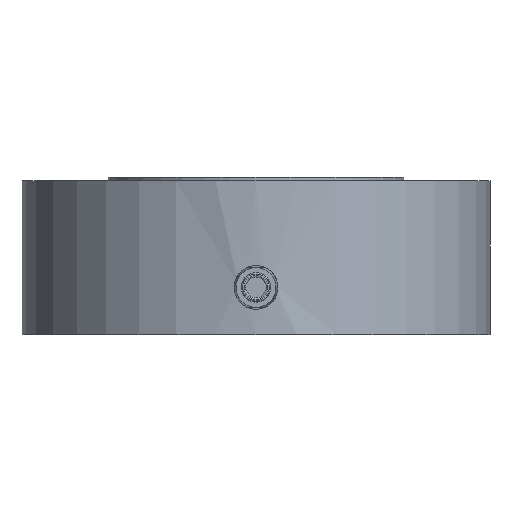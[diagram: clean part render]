
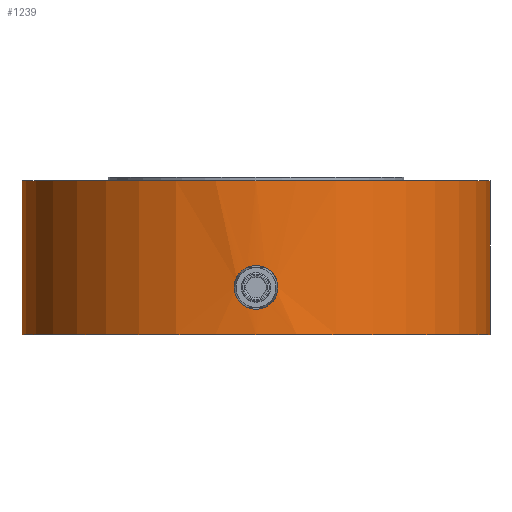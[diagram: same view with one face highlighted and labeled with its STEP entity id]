
A CAD part, front view. The second image highlights one B-rep face of the part: STEP entity #1239.
In plain terms, the highlighted cylindrical face has radius 37.846 mm (diameter 75.692 mm), a full revolution.
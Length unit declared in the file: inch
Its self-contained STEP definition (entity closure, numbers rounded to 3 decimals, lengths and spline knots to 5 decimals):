
#102=B_SPLINE_CURVE_WITH_KNOTS('',3,(#2193,#2194,#2195,#2196,#2197,#2198,
#2199,#2200,#2201,#2202,#2203,#2204,#2205,#2206,#2207,#2208,#2209,#2210,
#2211,#2212,#2213,#2214,#2215,#2216,#2217,#2218,#2219,#2220,#2221,#2222,
#2223,#2224,#2225,#2226,#2227,#2228,#2229,#2230,#2231,#2232,#2233,#2234,
#2235),.UNSPECIFIED.,.F.,.F.,(4,3,3,3,3,3,3,3,3,3,3,3,3,3,4),(-0.00124,
0.,0.0413,0.04489,0.09208,0.13808,
0.17833,0.18706,0.22731,0.23603,0.28203,
0.32922,0.37052,0.37411,0.37535),
 .UNSPECIFIED.);
#103=B_SPLINE_CURVE_WITH_KNOTS('',3,(#2236,#2237,#2238,#2239,#2240,#2241,
#2242,#2243,#2244,#2245,#2246,#2247,#2248,#2249,#2250,#2251,#2252,#2253,
#2254,#2255,#2256,#2257,#2258,#2259,#2260,#2261,#2262,#2263,#2264,#2265,
#2266,#2267,#2268,#2269,#2270,#2271,#2272,#2273,#2274,#2275,#2276,#2277,
#2278),.UNSPECIFIED.,.F.,.F.,(4,3,3,3,3,3,3,3,3,3,3,3,3,3,4),(-0.00124,
0.,0.0413,0.04489,0.09208,0.13808,
0.17833,0.18706,0.22731,0.23603,
0.28203,0.32922,0.37052,0.37411,
0.37535),.UNSPECIFIED.);
#215=FACE_BOUND('',#465,.T.);
#216=FACE_BOUND('',#466,.T.);
#304=FACE_OUTER_BOUND('',#464,.T.);
#464=EDGE_LOOP('',(#1013));
#465=EDGE_LOOP('',(#1014,#1015));
#466=EDGE_LOOP('',(#1016));
#616=CIRCLE('',#1456,1.49);
#617=CIRCLE('',#1457,1.49);
#721=VERTEX_POINT('',#2189);
#722=VERTEX_POINT('',#2191);
#723=VERTEX_POINT('',#2192);
#724=VERTEX_POINT('',#2279);
#836=EDGE_CURVE('',#721,#721,#616,.T.);
#837=EDGE_CURVE('',#722,#723,#102,.T.);
#838=EDGE_CURVE('',#723,#722,#103,.T.);
#839=EDGE_CURVE('',#724,#724,#617,.T.);
#1013=ORIENTED_EDGE('',*,*,#836,.T.);
#1014=ORIENTED_EDGE('',*,*,#837,.T.);
#1015=ORIENTED_EDGE('',*,*,#838,.T.);
#1016=ORIENTED_EDGE('',*,*,#839,.F.);
#1176=CYLINDRICAL_SURFACE('',#1455,1.49);
#1239=ADVANCED_FACE('',(#304,#215,#216),#1176,.T.);
#1455=AXIS2_PLACEMENT_3D('',#2188,#1784,#1785);
#1456=AXIS2_PLACEMENT_3D('',#2190,#1786,#1787);
#1457=AXIS2_PLACEMENT_3D('',#2280,#1788,#1789);
#1784=DIRECTION('center_axis',(0.,0.,-1.));
#1785=DIRECTION('ref_axis',(1.,0.,0.));
#1786=DIRECTION('center_axis',(0.,0.,-1.));
#1787=DIRECTION('ref_axis',(1.,0.,0.));
#1788=DIRECTION('center_axis',(0.,0.,-1.));
#1789=DIRECTION('ref_axis',(1.,0.,0.));
#2188=CARTESIAN_POINT('Origin',(4.08569,0.,-1.35363));
#2189=CARTESIAN_POINT('',(2.59569,0.,-0.86363));
#2190=CARTESIAN_POINT('Origin',(4.08569,0.,-0.86363));
#2191=CARTESIAN_POINT('',(4.08569,-1.49,-1.41863));
#2192=CARTESIAN_POINT('',(4.08569,-1.49,-1.66863));
#2193=CARTESIAN_POINT('Ctrl Pts',(4.08569,-1.49,-1.41863));
#2194=CARTESIAN_POINT('Ctrl Pts',(4.0861,-1.49,-1.41866));
#2195=CARTESIAN_POINT('Ctrl Pts',(4.08651,-1.49,-1.4187));
#2196=CARTESIAN_POINT('Ctrl Pts',(4.08692,-1.49,-1.41873));
#2197=CARTESIAN_POINT('Ctrl Pts',(4.10063,-1.48999,-1.41999));
#2198=CARTESIAN_POINT('Ctrl Pts',(4.11405,-1.48978,-1.42348));
#2199=CARTESIAN_POINT('Ctrl Pts',(4.12663,-1.48944,-1.42903));
#2200=CARTESIAN_POINT('Ctrl Pts',(4.12772,-1.48941,-1.42951));
#2201=CARTESIAN_POINT('Ctrl Pts',(4.12881,-1.48938,-1.43001));
#2202=CARTESIAN_POINT('Ctrl Pts',(4.12989,-1.48934,-1.43052));
#2203=CARTESIAN_POINT('Ctrl Pts',(4.1441,-1.48892,-1.43726));
#2204=CARTESIAN_POINT('Ctrl Pts',(4.15696,-1.48833,-1.44656));
#2205=CARTESIAN_POINT('Ctrl Pts',(4.16779,-1.48774,-1.45795));
#2206=CARTESIAN_POINT('Ctrl Pts',(4.17835,-1.48715,-1.46906));
#2207=CARTESIAN_POINT('Ctrl Pts',(4.18683,-1.48658,-1.48198));
#2208=CARTESIAN_POINT('Ctrl Pts',(4.19274,-1.48615,-1.49612));
#2209=CARTESIAN_POINT('Ctrl Pts',(4.19791,-1.48578,-1.5085));
#2210=CARTESIAN_POINT('Ctrl Pts',(4.20103,-1.48553,-1.52159));
#2211=CARTESIAN_POINT('Ctrl Pts',(4.20198,-1.48545,-1.53493));
#2212=CARTESIAN_POINT('Ctrl Pts',(4.20219,-1.48544,-1.53782));
#2213=CARTESIAN_POINT('Ctrl Pts',(4.20229,-1.48543,-1.54072));
#2214=CARTESIAN_POINT('Ctrl Pts',(4.20229,-1.48543,-1.54363));
#2215=CARTESIAN_POINT('Ctrl Pts',(4.20229,-1.48543,-1.55704));
#2216=CARTESIAN_POINT('Ctrl Pts',(4.20009,-1.48561,-1.57033));
#2217=CARTESIAN_POINT('Ctrl Pts',(4.19581,-1.48593,-1.58299));
#2218=CARTESIAN_POINT('Ctrl Pts',(4.19488,-1.48599,-1.58573));
#2219=CARTESIAN_POINT('Ctrl Pts',(4.19386,-1.48607,-1.58845));
#2220=CARTESIAN_POINT('Ctrl Pts',(4.19274,-1.48615,-1.59113));
#2221=CARTESIAN_POINT('Ctrl Pts',(4.18683,-1.48658,-1.60527));
#2222=CARTESIAN_POINT('Ctrl Pts',(4.17835,-1.48715,-1.6182));
#2223=CARTESIAN_POINT('Ctrl Pts',(4.16779,-1.48774,-1.6293));
#2224=CARTESIAN_POINT('Ctrl Pts',(4.15696,-1.48833,-1.64069));
#2225=CARTESIAN_POINT('Ctrl Pts',(4.1441,-1.48892,-1.65));
#2226=CARTESIAN_POINT('Ctrl Pts',(4.12989,-1.48934,-1.65673));
#2227=CARTESIAN_POINT('Ctrl Pts',(4.11745,-1.48971,-1.66263));
#2228=CARTESIAN_POINT('Ctrl Pts',(4.10414,-1.48995,-1.6665));
#2229=CARTESIAN_POINT('Ctrl Pts',(4.09049,-1.48999,-1.66814));
#2230=CARTESIAN_POINT('Ctrl Pts',(4.0893,-1.49,-1.66828));
#2231=CARTESIAN_POINT('Ctrl Pts',(4.08811,-1.49,-1.66841));
#2232=CARTESIAN_POINT('Ctrl Pts',(4.08692,-1.49,-1.66852));
#2233=CARTESIAN_POINT('Ctrl Pts',(4.08651,-1.49,-1.66856));
#2234=CARTESIAN_POINT('Ctrl Pts',(4.0861,-1.49,-1.66859));
#2235=CARTESIAN_POINT('Ctrl Pts',(4.08569,-1.49,-1.66863));
#2236=CARTESIAN_POINT('Ctrl Pts',(4.08569,-1.49,-1.66863));
#2237=CARTESIAN_POINT('Ctrl Pts',(4.08528,-1.49,-1.66859));
#2238=CARTESIAN_POINT('Ctrl Pts',(4.08487,-1.49,-1.66856));
#2239=CARTESIAN_POINT('Ctrl Pts',(4.08445,-1.49,-1.66852));
#2240=CARTESIAN_POINT('Ctrl Pts',(4.07074,-1.48999,-1.66726));
#2241=CARTESIAN_POINT('Ctrl Pts',(4.05733,-1.48978,-1.66377));
#2242=CARTESIAN_POINT('Ctrl Pts',(4.04475,-1.48944,-1.65823));
#2243=CARTESIAN_POINT('Ctrl Pts',(4.04365,-1.48941,-1.65774));
#2244=CARTESIAN_POINT('Ctrl Pts',(4.04257,-1.48938,-1.65725));
#2245=CARTESIAN_POINT('Ctrl Pts',(4.04149,-1.48934,-1.65673));
#2246=CARTESIAN_POINT('Ctrl Pts',(4.02728,-1.48892,-1.65));
#2247=CARTESIAN_POINT('Ctrl Pts',(4.01441,-1.48833,-1.64069));
#2248=CARTESIAN_POINT('Ctrl Pts',(4.00358,-1.48774,-1.6293));
#2249=CARTESIAN_POINT('Ctrl Pts',(3.99303,-1.48715,-1.6182));
#2250=CARTESIAN_POINT('Ctrl Pts',(3.98455,-1.48658,-1.60527));
#2251=CARTESIAN_POINT('Ctrl Pts',(3.97864,-1.48615,-1.59113));
#2252=CARTESIAN_POINT('Ctrl Pts',(3.97347,-1.48578,-1.57876));
#2253=CARTESIAN_POINT('Ctrl Pts',(3.97034,-1.48553,-1.56566));
#2254=CARTESIAN_POINT('Ctrl Pts',(3.96939,-1.48545,-1.55232));
#2255=CARTESIAN_POINT('Ctrl Pts',(3.96919,-1.48544,-1.54943));
#2256=CARTESIAN_POINT('Ctrl Pts',(3.96909,-1.48543,-1.54653));
#2257=CARTESIAN_POINT('Ctrl Pts',(3.96909,-1.48543,-1.54363));
#2258=CARTESIAN_POINT('Ctrl Pts',(3.96909,-1.48543,-1.53021));
#2259=CARTESIAN_POINT('Ctrl Pts',(3.97129,-1.48561,-1.51693));
#2260=CARTESIAN_POINT('Ctrl Pts',(3.97557,-1.48593,-1.50426));
#2261=CARTESIAN_POINT('Ctrl Pts',(3.9765,-1.48599,-1.50152));
#2262=CARTESIAN_POINT('Ctrl Pts',(3.97752,-1.48607,-1.4988));
#2263=CARTESIAN_POINT('Ctrl Pts',(3.97864,-1.48615,-1.49612));
#2264=CARTESIAN_POINT('Ctrl Pts',(3.98455,-1.48658,-1.48198));
#2265=CARTESIAN_POINT('Ctrl Pts',(3.99303,-1.48715,-1.46906));
#2266=CARTESIAN_POINT('Ctrl Pts',(4.00358,-1.48774,-1.45795));
#2267=CARTESIAN_POINT('Ctrl Pts',(4.01441,-1.48833,-1.44656));
#2268=CARTESIAN_POINT('Ctrl Pts',(4.02728,-1.48892,-1.43726));
#2269=CARTESIAN_POINT('Ctrl Pts',(4.04149,-1.48934,-1.43052));
#2270=CARTESIAN_POINT('Ctrl Pts',(4.05392,-1.48971,-1.42462));
#2271=CARTESIAN_POINT('Ctrl Pts',(4.06723,-1.48995,-1.42076));
#2272=CARTESIAN_POINT('Ctrl Pts',(4.08089,-1.48999,-1.41911));
#2273=CARTESIAN_POINT('Ctrl Pts',(4.08207,-1.49,-1.41897));
#2274=CARTESIAN_POINT('Ctrl Pts',(4.08326,-1.49,-1.41884));
#2275=CARTESIAN_POINT('Ctrl Pts',(4.08445,-1.49,-1.41873));
#2276=CARTESIAN_POINT('Ctrl Pts',(4.08487,-1.49,-1.4187));
#2277=CARTESIAN_POINT('Ctrl Pts',(4.08528,-1.49,-1.41866));
#2278=CARTESIAN_POINT('Ctrl Pts',(4.08569,-1.49,-1.41863));
#2279=CARTESIAN_POINT('',(2.59569,0.,-1.84363));
#2280=CARTESIAN_POINT('Origin',(4.08569,0.,-1.84363));
